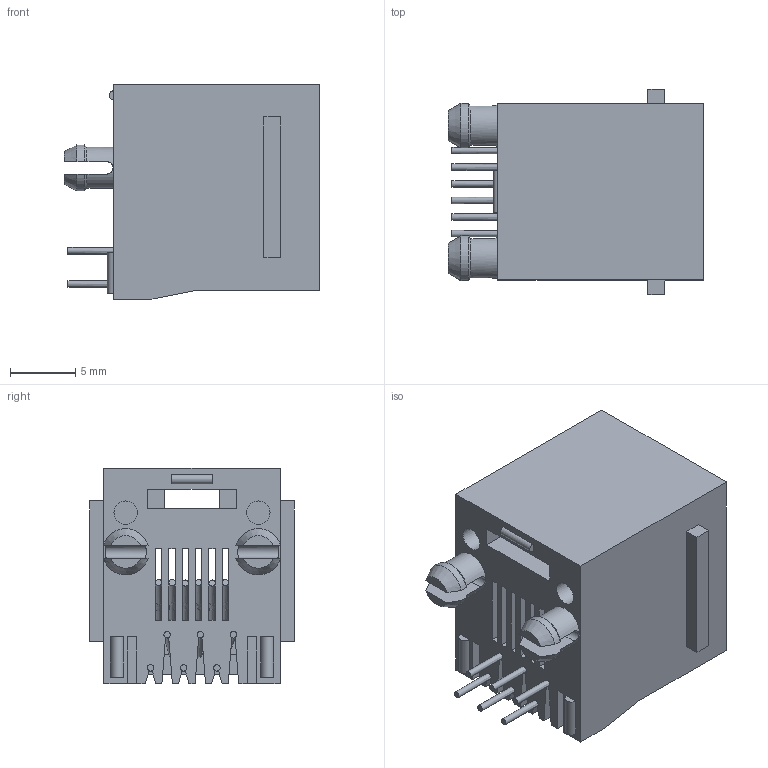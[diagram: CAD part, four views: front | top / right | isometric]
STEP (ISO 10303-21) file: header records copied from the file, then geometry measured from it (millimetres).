
FILE_DESCRIPTION(/* description */ ('Unknown'),/* implementation_level */ '2;1');
FILE_NAME(/* name */ '615006138521',/* time_stamp */ '2017-03-22T13:35:15+01:00',/* author */ ('Unknown'),/* organization */ ('Unknown'),/* preprocessor_version */ 'ST-DEVELOPER v16.7',/* originating_system */ 'DEX',/* authorisation */ $);
FILE_SCHEMA (('AUTOMOTIVE_DESIGN {1 0 10303 214 3 1 1}'));
Length unit declared in the file: millimetre
Products named in the file (8): 615006138521; 615006138521_Housing; 615006138521_Pin4; 615006138521_Pin6; 615006138521_Pin5; 615006138521_Pin2; 615006138521_Pin1; 615006138521_Pin3
Assembly tree (7 placements, depth 2):
  615006138521
    615006138521_Housing
    615006138521_Pin4
    615006138521_Pin6
    615006138521_Pin5
    615006138521_Pin2
    615006138521_Pin1
    615006138521_Pin3
Bounding box: 19.6 x 15.7 x 16.5 mm (x, y, z)
Volume: 1897.2 mm3; surface area: 2828 mm2
Topology: 7 solids, 7 shells, 287 faces, 760 edges, 479 vertices
Faces by surface type: plane 222, cylinder 51, cone 8, bspline 6
Full cylindrical faces by diameter (mm): 1.8 x2, 3.15 x2
Entity records: 14409 total; most frequent: CARTESIAN_POINT 7126, ORIENTED_EDGE 1492, DIRECTION 1405, EDGE_CURVE 746, LINE 625, VECTOR 625, VERTEX_POINT 475, AXIS2_PLACEMENT_3D 390
